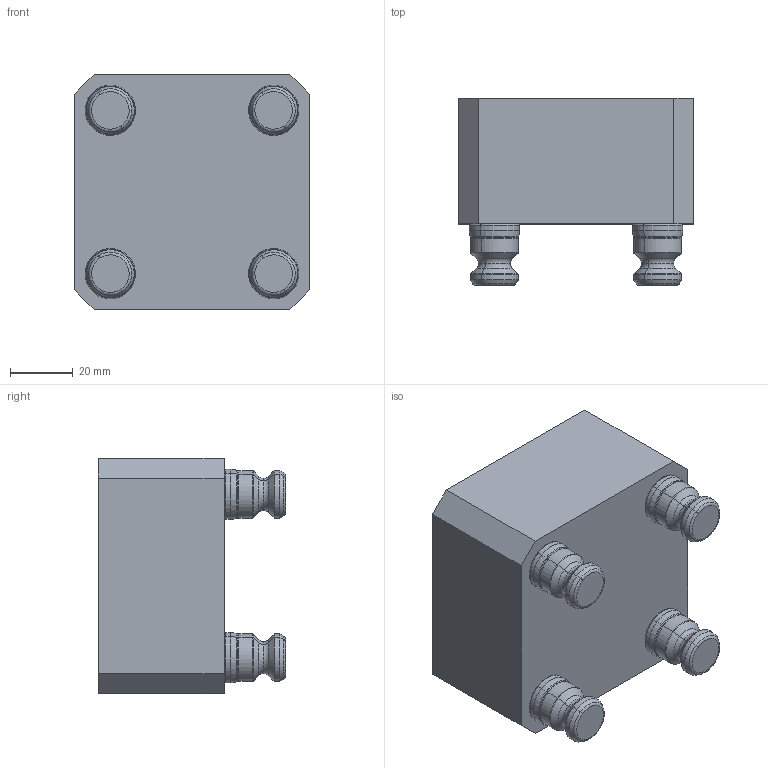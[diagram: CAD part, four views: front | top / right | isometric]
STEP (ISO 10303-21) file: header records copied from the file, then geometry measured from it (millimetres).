
FILE_DESCRIPTION (( 'STEP AP214' ), '1' );
FILE_NAME ('D_R52-BLANK.STEP', '2020-03-13T18:39:53', ( '' ), ( '' ), 'SwSTEP 2.0', 'SolidWorks 2018', '' );
FILE_SCHEMA (( 'AUTOMOTIVE_DESIGN' ));
Length unit declared in the file: millimetre
Products named in the file (3): D_R52-BLANK; D_PS16F_HARD TURN
Assembly tree (5 placements, depth 2):
  D_R52-BLANK
    D_R52-BLANK
    D_PS16F_HARD TURN  x4
Bounding box: 75 x 59.56 x 75 mm (x, y, z)
Volume: 233868.8 mm3; surface area: 29288.4 mm2
Topology: 5 solids, 5 shells, 194 faces, 384 edges, 208 vertices
Faces by surface type: torus 88, cylinder 40, cone 40, plane 26
Entity records: 1933 total; most frequent: DIRECTION 360, CARTESIAN_POINT 281, ORIENTED_EDGE 264, AXIS2_PLACEMENT_3D 155, EDGE_CURVE 132, CIRCLE 82, VERTEX_POINT 76, EDGE_LOOP 70
